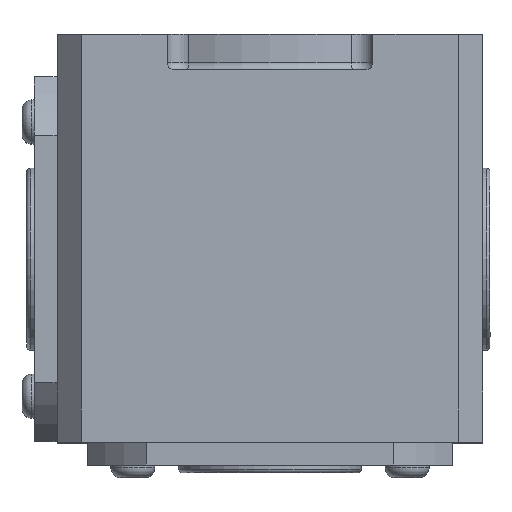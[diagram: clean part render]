
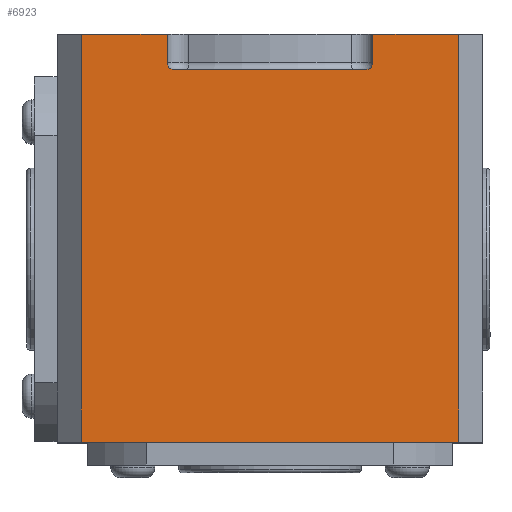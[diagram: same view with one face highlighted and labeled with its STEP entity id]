
A CAD part, top view. The second image highlights one B-rep face of the part: STEP entity #6923.
In plain terms, the highlighted planar face has unit normal (0, 0, 1).
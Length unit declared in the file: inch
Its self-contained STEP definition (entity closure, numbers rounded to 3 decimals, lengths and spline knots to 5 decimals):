
#508=LINE('',#10550,#779);
#511=LINE('',#10561,#782);
#526=LINE('',#10664,#797);
#531=LINE('',#10675,#802);
#543=LINE('',#10717,#814);
#548=LINE('',#10971,#819);
#549=LINE('',#10975,#820);
#550=LINE('',#10978,#821);
#779=VECTOR('',#8353,0.705);
#782=VECTOR('',#8362,0.705);
#797=VECTOR('',#8465,3.1);
#802=VECTOR('',#8474,3.354);
#814=VECTOR('',#8512,3.354);
#819=VECTOR('',#8639,0.233);
#820=VECTOR('',#8642,1.57);
#821=VECTOR('',#8645,0.233);
#1053=PLANE('',#7486);
#1622=FACE_OUTER_BOUND('',#2095,.T.);
#2095=EDGE_LOOP('',(#5090,#5091,#5092,#5093,#5094,#5095,#5096,#5097,#5098,
#5099));
#2707=CIRCLE('',#7487,0.06);
#2708=CIRCLE('',#7488,0.06);
#3185=VERTEX_POINT('',#10501);
#3208=VERTEX_POINT('',#10547);
#3209=VERTEX_POINT('',#10549);
#3214=VERTEX_POINT('',#10559);
#3251=VERTEX_POINT('',#10661);
#3252=VERTEX_POINT('',#10663);
#3304=VERTEX_POINT('',#10970);
#3305=VERTEX_POINT('',#10972);
#3306=VERTEX_POINT('',#10974);
#3307=VERTEX_POINT('',#10976);
#3914=EDGE_CURVE('',#3208,#3209,#508,.T.);
#3920=EDGE_CURVE('',#3214,#3185,#511,.T.);
#3961=EDGE_CURVE('',#3251,#3252,#526,.T.);
#3967=EDGE_CURVE('',#3185,#3251,#531,.T.);
#3989=EDGE_CURVE('',#3252,#3208,#543,.T.);
#4026=EDGE_CURVE('',#3304,#3214,#548,.T.);
#4027=EDGE_CURVE('',#3305,#3304,#2707,.T.);
#4028=EDGE_CURVE('',#3306,#3305,#549,.T.);
#4029=EDGE_CURVE('',#3307,#3306,#2708,.T.);
#4030=EDGE_CURVE('',#3209,#3307,#550,.T.);
#5090=ORIENTED_EDGE('',*,*,#3967,.F.);
#5091=ORIENTED_EDGE('',*,*,#3920,.F.);
#5092=ORIENTED_EDGE('',*,*,#4026,.F.);
#5093=ORIENTED_EDGE('',*,*,#4027,.F.);
#5094=ORIENTED_EDGE('',*,*,#4028,.F.);
#5095=ORIENTED_EDGE('',*,*,#4029,.F.);
#5096=ORIENTED_EDGE('',*,*,#4030,.F.);
#5097=ORIENTED_EDGE('',*,*,#3914,.F.);
#5098=ORIENTED_EDGE('',*,*,#3989,.F.);
#5099=ORIENTED_EDGE('',*,*,#3961,.F.);
#6923=ADVANCED_FACE('',(#1622),#1053,.F.);
#7486=AXIS2_PLACEMENT_3D('',#10969,#8637,#8638);
#7487=AXIS2_PLACEMENT_3D('',#10973,#8640,#8641);
#7488=AXIS2_PLACEMENT_3D('',#10977,#8643,#8644);
#8353=DIRECTION('',(1.,0.,0.));
#8362=DIRECTION('',(1.,0.,0.));
#8465=DIRECTION('',(-1.,0.,0.));
#8474=DIRECTION('',(0.,-1.,0.));
#8512=DIRECTION('',(0.,1.,0.));
#8637=DIRECTION('center_axis',(0.,0.,
-1.));
#8638=DIRECTION('ref_axis',(-1.,0.,0.));
#8639=DIRECTION('',(0.,1.,0.));
#8640=DIRECTION('center_axis',(0.,0.,
1.));
#8641=DIRECTION('ref_axis',(0.707,-0.707,0.));
#8642=DIRECTION('',(1.,0.,0.));
#8643=DIRECTION('center_axis',(0.,0.,
1.));
#8644=DIRECTION('ref_axis',(-0.707,-0.707,0.));
#8645=DIRECTION('',(0.,-1.,0.));
#10501=CARTESIAN_POINT('',(2.90693,2.77164,5.993));
#10547=CARTESIAN_POINT('',(-0.19307,2.77164,5.993));
#10549=CARTESIAN_POINT('',(0.51193,2.77164,5.993));
#10550=CARTESIAN_POINT('',(0.48173,2.77164,5.993));
#10559=CARTESIAN_POINT('',(2.20193,2.77164,5.993));
#10561=CARTESIAN_POINT('',(0.48173,2.77164,5.993));
#10661=CARTESIAN_POINT('',(2.90693,-0.58236,5.993));
#10663=CARTESIAN_POINT('',(-0.19307,-0.58236,5.993));
#10664=CARTESIAN_POINT('',(-0.48557,-0.58236,5.993));
#10675=CARTESIAN_POINT('',(2.90693,1.09464,5.993));
#10717=CARTESIAN_POINT('',(-0.19307,-0.58236,5.993));
#10969=CARTESIAN_POINT('Origin',(-0.39307,-0.58236,
5.993));
#10970=CARTESIAN_POINT('',(2.20193,2.53864,5.993));
#10971=CARTESIAN_POINT('',(2.20193,1.10314,5.993));
#10972=CARTESIAN_POINT('',(2.14193,2.47864,5.993));
#10973=CARTESIAN_POINT('Origin',(2.14193,2.53864,5.993));
#10974=CARTESIAN_POINT('',(0.57193,2.47864,5.993));
#10975=CARTESIAN_POINT('',(0.48215,2.47864,5.993));
#10976=CARTESIAN_POINT('',(0.51193,2.53864,5.993));
#10977=CARTESIAN_POINT('Origin',(0.57193,2.53864,5.993));
#10978=CARTESIAN_POINT('',(0.51193,1.10314,5.993));
